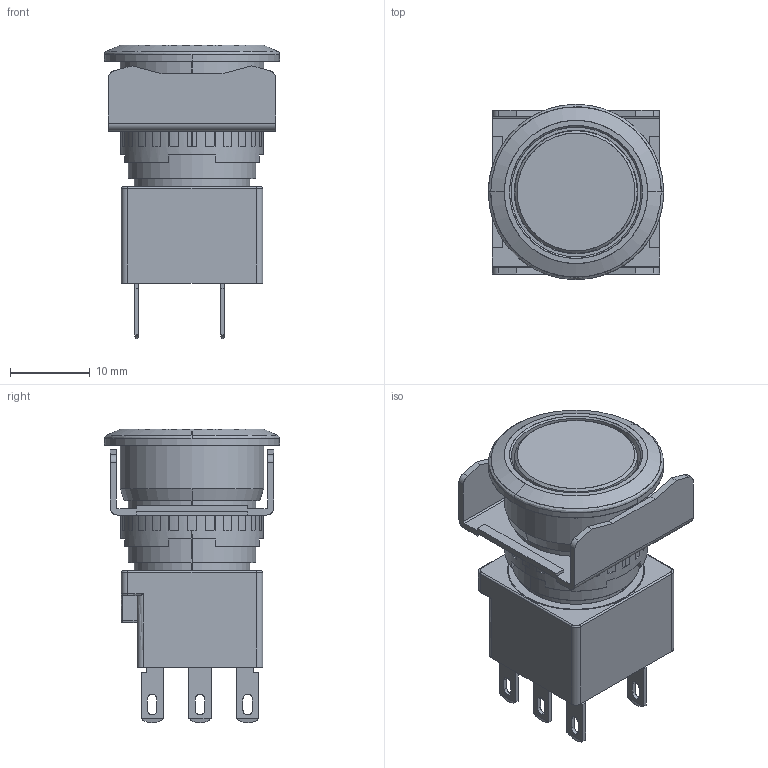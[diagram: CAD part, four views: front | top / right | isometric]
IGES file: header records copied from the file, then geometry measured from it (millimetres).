
Start section: SolidWorks IGES file using analytic representation for surfaces
Global section: file name: 215_LB6(M)B-[M][A]1Tx$.IGS; native system: SolidWorks 2019; preprocessor: SolidWorks 2019; author: 1003660; date: 200925.102323; units: millimetre
Bounding box: 22 x 22 x 36.9 mm (x, y, z)
Surface area: 6387.1 mm2 (no closed solid volume)
Topology: 0 solids, 0 shells, 380 faces, 3348 edges, 3342 vertices
Faces by surface type: bspline 236, revolution 144
